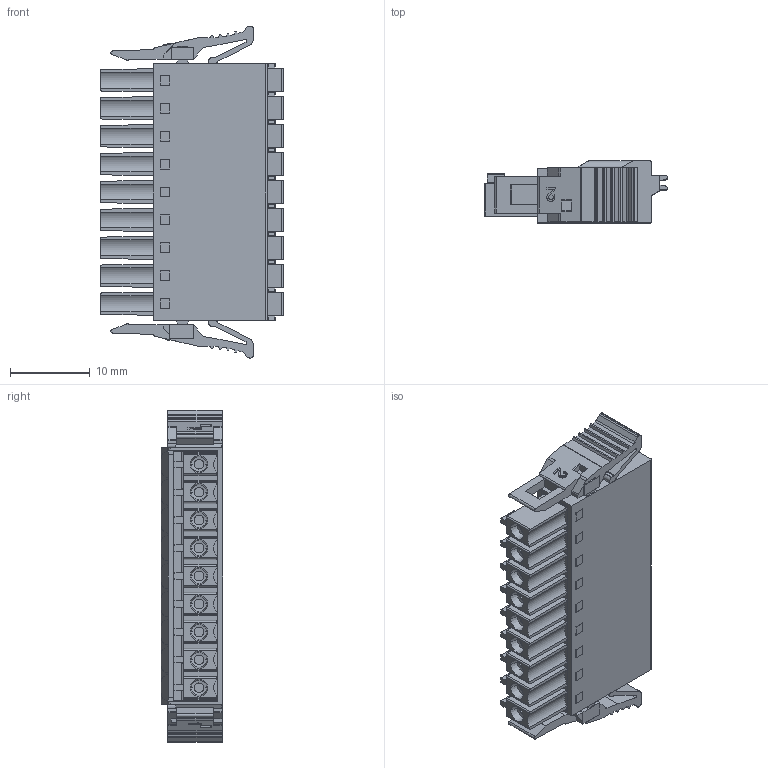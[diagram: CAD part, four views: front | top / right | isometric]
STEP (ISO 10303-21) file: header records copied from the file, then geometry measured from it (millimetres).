
FILE_DESCRIPTION((''),'2;1');
FILE_NAME('TLPSL-007-09P-X','2024-09-27T',('sheji'),(''),'PRO/ENGINEER BY PARAMETRIC TECHNOLOGY CORPORATION, 2015240','PRO/ENGINEER BY PARAMETRIC TECHNOLOGY CORPORATION, 2015240','');
FILE_SCHEMA(('CONFIG_CONTROL_DESIGN'));
Length unit declared in the file: millimetre
Products named in the file (1): TLPSL-007-09P-X
Bounding box: 22.9 x 7.75 x 41.6 mm (x, y, z)
Volume: 4087.8 mm3; surface area: 4229 mm2
Topology: 1 solids, 8 shells, 1226 faces, 3342 edges, 2185 vertices
Faces by surface type: plane 760, cylinder 356, cone 72, extrusion 20, torus 18
Entity records: 39378 total; most frequent: CARTESIAN_POINT 8003, ORIENTED_EDGE 6684, DIRECTION 6314, EDGE_CURVE 3342, VECTOR 2418, LINE 2398, VERTEX_POINT 2185, AXIS2_PLACEMENT_3D 1948
